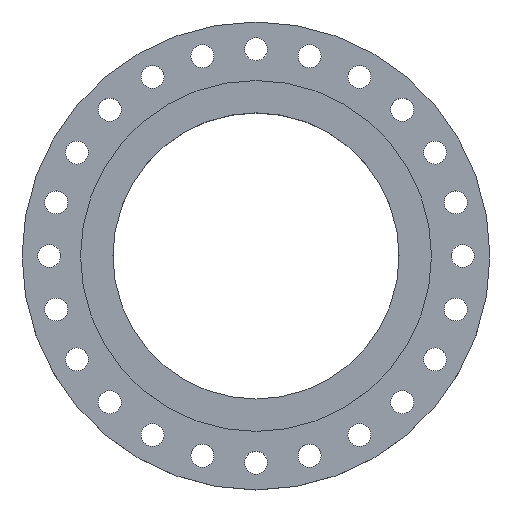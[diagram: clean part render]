
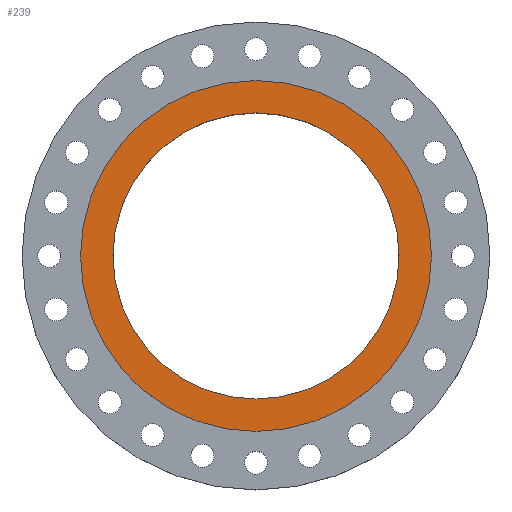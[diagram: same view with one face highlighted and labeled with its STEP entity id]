
A CAD part, top view. The second image highlights one B-rep face of the part: STEP entity #239.
In plain terms, the highlighted planar face has unit normal (0, 0, 1).
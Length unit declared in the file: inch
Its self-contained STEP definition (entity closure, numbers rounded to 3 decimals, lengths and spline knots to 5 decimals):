
#15 = CIRCLE ( 'NONE', #536, 8.562 ) ;
#40 = ORIENTED_EDGE ( 'NONE', *, *, #773, .T. ) ;
#104 = EDGE_LOOP ( 'NONE', ( #1162, #2261 ) ) ;
#126 = DIRECTION ( 'NONE',  ( 0., 0., 1. ) ) ;
#150 = DIRECTION ( 'NONE',  ( 1., 0., 0. ) ) ;
#177 = DIRECTION ( 'NONE',  ( 1., 0., 0. ) ) ;
#235 = DIRECTION ( 'NONE',  ( 0., 0., 1. ) ) ;
#239 = ADVANCED_FACE ( 'NONE', ( #1868, #959 ), #449, .F. ) ;
#254 = DIRECTION ( 'NONE',  ( 0., 0., 1. ) ) ;
#449 = PLANE ( 'NONE',  #1898 ) ;
#536 = AXIS2_PLACEMENT_3D ( 'NONE', #2061, #254, #746 ) ;
#589 = CARTESIAN_POINT ( 'NONE',  ( -10.5, 0., 0. ) ) ;
#746 = DIRECTION ( 'NONE',  ( 1., 0., 0. ) ) ;
#773 = EDGE_CURVE ( 'NONE', #948, #951, #1091, .T. ) ;
#831 = AXIS2_PLACEMENT_3D ( 'NONE', #2125, #1604, #177 ) ;
#862 = AXIS2_PLACEMENT_3D ( 'NONE', #1683, #235, #950 ) ;
#948 = VERTEX_POINT ( 'NONE', #1181 ) ;
#950 = DIRECTION ( 'NONE',  ( 1., 0., 0. ) ) ;
#951 = VERTEX_POINT ( 'NONE', #589 ) ;
#957 = EDGE_CURVE ( 'NONE', #951, #948, #980, .T. ) ;
#959 = FACE_OUTER_BOUND ( 'NONE', #1653, .T. ) ;
#980 = CIRCLE ( 'NONE', #862, 10.5 ) ;
#1022 = VERTEX_POINT ( 'NONE', #1369 ) ;
#1026 = AXIS2_PLACEMENT_3D ( 'NONE', #1948, #126, #150 ) ;
#1091 = CIRCLE ( 'NONE', #1026, 10.5 ) ;
#1143 = EDGE_CURVE ( 'NONE', #1313, #1022, #2107, .T. ) ;
#1162 = ORIENTED_EDGE ( 'NONE', *, *, #2161, .F. ) ;
#1181 = CARTESIAN_POINT ( 'NONE',  ( 10.5, 0., 0. ) ) ;
#1313 = VERTEX_POINT ( 'NONE', #2204 ) ;
#1369 = CARTESIAN_POINT ( 'NONE',  ( 8.562, 0., 0. ) ) ;
#1604 = DIRECTION ( 'NONE',  ( 0., 0., 1. ) ) ;
#1644 = ORIENTED_EDGE ( 'NONE', *, *, #957, .T. ) ;
#1653 = EDGE_LOOP ( 'NONE', ( #40, #1644 ) ) ;
#1683 = CARTESIAN_POINT ( 'NONE',  ( 0., 0., 0. ) ) ;
#1709 = DIRECTION ( 'NONE',  ( -1., 0., 0. ) ) ;
#1868 = FACE_BOUND ( 'NONE', #104, .T. ) ;
#1892 = DIRECTION ( 'NONE',  ( 0., 0., -1. ) ) ;
#1898 = AXIS2_PLACEMENT_3D ( 'NONE', #2093, #1892, #1709 ) ;
#1948 = CARTESIAN_POINT ( 'NONE',  ( 0., 0., 0. ) ) ;
#2061 = CARTESIAN_POINT ( 'NONE',  ( 0., 0., 0. ) ) ;
#2093 = CARTESIAN_POINT ( 'NONE',  ( 0., 8.562, 0. ) ) ;
#2107 = CIRCLE ( 'NONE', #831, 8.562 ) ;
#2125 = CARTESIAN_POINT ( 'NONE',  ( 0., 0., 0. ) ) ;
#2161 = EDGE_CURVE ( 'NONE', #1022, #1313, #15, .T. ) ;
#2204 = CARTESIAN_POINT ( 'NONE',  ( -8.562, 0., 0. ) ) ;
#2261 = ORIENTED_EDGE ( 'NONE', *, *, #1143, .F. ) ;
